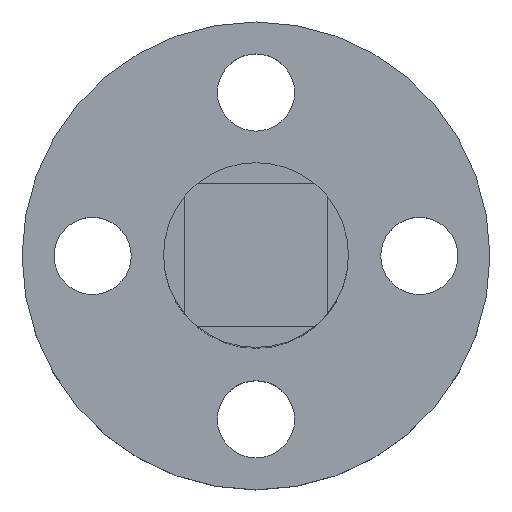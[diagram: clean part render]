
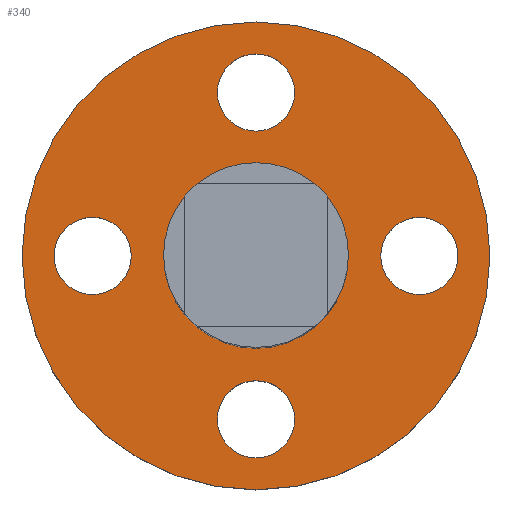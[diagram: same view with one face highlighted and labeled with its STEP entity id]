
A CAD part, top view. The second image highlights one B-rep face of the part: STEP entity #340.
In plain terms, the highlighted planar face has unit normal (0, 0, 1).
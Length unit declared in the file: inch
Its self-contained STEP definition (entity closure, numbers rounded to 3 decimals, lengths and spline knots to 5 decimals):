
#15=FACE_BOUND('',#72,.T.);
#16=FACE_BOUND('',#73,.T.);
#17=FACE_BOUND('',#74,.T.);
#18=FACE_BOUND('',#75,.T.);
#19=FACE_BOUND('',#76,.T.);
#34=PLANE('',#393);
#52=FACE_OUTER_BOUND('',#71,.T.);
#71=EDGE_LOOP('',(#284));
#72=EDGE_LOOP('',(#285));
#73=EDGE_LOOP('',(#286));
#74=EDGE_LOOP('',(#287));
#75=EDGE_LOOP('',(#288));
#76=EDGE_LOOP('',(#289));
#141=CIRCLE('',#379,0.06496);
#143=CIRCLE('',#382,0.06496);
#145=CIRCLE('',#385,0.06496);
#147=CIRCLE('',#388,0.06496);
#149=CIRCLE('',#391,0.3937);
#151=CIRCLE('',#394,0.15551);
#172=VERTEX_POINT('',#564);
#174=VERTEX_POINT('',#570);
#176=VERTEX_POINT('',#576);
#178=VERTEX_POINT('',#582);
#180=VERTEX_POINT('',#588);
#182=VERTEX_POINT('',#594);
#210=EDGE_CURVE('',#172,#172,#141,.T.);
#213=EDGE_CURVE('',#174,#174,#143,.T.);
#216=EDGE_CURVE('',#176,#176,#145,.T.);
#219=EDGE_CURVE('',#178,#178,#147,.T.);
#222=EDGE_CURVE('',#180,#180,#149,.T.);
#225=EDGE_CURVE('',#182,#182,#151,.T.);
#284=ORIENTED_EDGE('',*,*,#222,.T.);
#285=ORIENTED_EDGE('',*,*,#219,.T.);
#286=ORIENTED_EDGE('',*,*,#216,.T.);
#287=ORIENTED_EDGE('',*,*,#213,.T.);
#288=ORIENTED_EDGE('',*,*,#225,.F.);
#289=ORIENTED_EDGE('',*,*,#210,.T.);
#340=ADVANCED_FACE('',(#52,#15,#16,#17,#18,#19),#34,.T.);
#379=AXIS2_PLACEMENT_3D('',#565,#460,#461);
#382=AXIS2_PLACEMENT_3D('',#571,#467,#468);
#385=AXIS2_PLACEMENT_3D('',#577,#474,#475);
#388=AXIS2_PLACEMENT_3D('',#583,#481,#482);
#391=AXIS2_PLACEMENT_3D('',#589,#488,#489);
#393=AXIS2_PLACEMENT_3D('',#593,#493,#494);
#394=AXIS2_PLACEMENT_3D('',#595,#495,#496);
#460=DIRECTION('center_axis',(0.,0.,-1.));
#461=DIRECTION('ref_axis',(1.,0.,0.));
#467=DIRECTION('center_axis',(0.,0.,-1.));
#468=DIRECTION('ref_axis',(1.,0.,0.));
#474=DIRECTION('center_axis',(0.,0.,-1.));
#475=DIRECTION('ref_axis',(1.,0.,0.));
#481=DIRECTION('center_axis',(0.,0.,-1.));
#482=DIRECTION('ref_axis',(1.,0.,0.));
#488=DIRECTION('center_axis',(0.,0.,1.));
#489=DIRECTION('ref_axis',(1.,0.,0.));
#493=DIRECTION('center_axis',(0.,0.,1.));
#494=DIRECTION('ref_axis',(1.,0.,0.));
#495=DIRECTION('center_axis',(0.,0.,1.));
#496=DIRECTION('ref_axis',(1.,0.,0.));
#564=CARTESIAN_POINT('',(0.21004,0.,0.15));
#565=CARTESIAN_POINT('Origin',(0.275,0.,0.15));
#570=CARTESIAN_POINT('',(-0.33996,0.,0.15));
#571=CARTESIAN_POINT('Origin',(-0.275,0.,0.15));
#576=CARTESIAN_POINT('',(-0.06496,0.275,0.15));
#577=CARTESIAN_POINT('Origin',(0.,0.275,0.15));
#582=CARTESIAN_POINT('',(-0.06496,-0.275,0.15));
#583=CARTESIAN_POINT('Origin',(0.,-0.275,0.15));
#588=CARTESIAN_POINT('',(-0.3937,0.,0.15));
#589=CARTESIAN_POINT('Origin',(0.,0.,0.15));
#593=CARTESIAN_POINT('Origin',(0.,0.,0.15));
#594=CARTESIAN_POINT('',(-0.15551,0.,0.15));
#595=CARTESIAN_POINT('Origin',(0.,0.,0.15));
